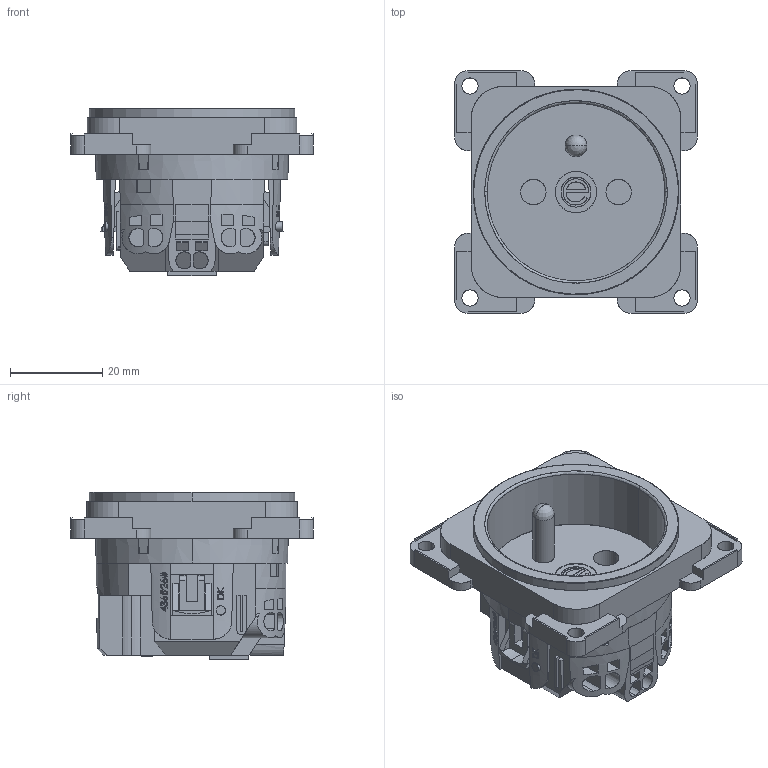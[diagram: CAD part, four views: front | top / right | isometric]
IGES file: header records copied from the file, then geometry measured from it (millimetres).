
Start section: SolidWorks IGES file using analytic representation for surfaces
Global section: file name: 88052021.IGS; native system: SolidWorks 2016; preprocessor: SolidWorks 2016; author: DGoodwin; date: 170125.131512; units: millimetre
Bounding box: 52.7 x 52.7 x 36.4 mm (x, y, z)
Surface area: 18428.1 mm2 (no closed solid volume)
Topology: 0 solids, 0 shells, 1220 faces, 11652 edges, 11650 vertices
Faces by surface type: bspline 1040, revolution 180
